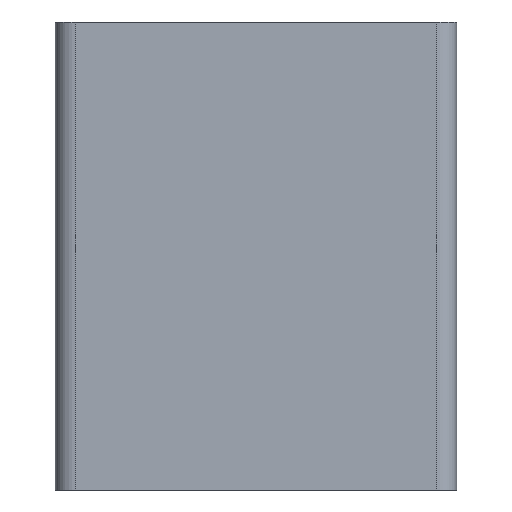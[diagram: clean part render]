
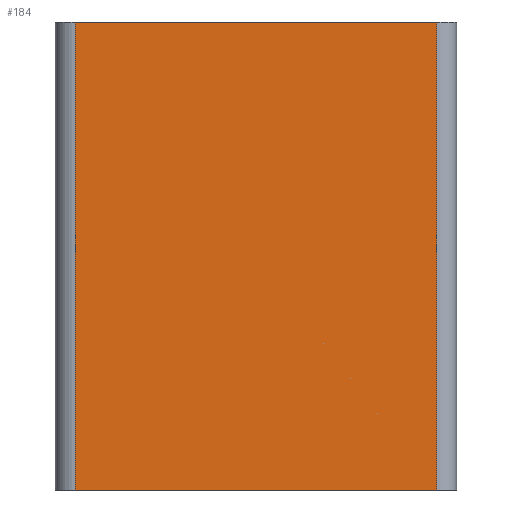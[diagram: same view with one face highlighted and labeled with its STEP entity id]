
A CAD part, front view. The second image highlights one B-rep face of the part: STEP entity #184.
In plain terms, the highlighted planar face has unit normal (0, -1, 0).
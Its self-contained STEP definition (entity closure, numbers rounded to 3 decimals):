
#17=PLANE('',#212);
#26=FACE_OUTER_BOUND('',#38,.T.);
#38=EDGE_LOOP('',(#135,#136,#137,#138));
#51=LINE('',#293,#67);
#53=LINE('',#299,#69);
#54=LINE('',#301,#70);
#55=LINE('',#302,#71);
#67=VECTOR('',#235,10.);
#69=VECTOR('',#241,10.);
#70=VECTOR('',#242,10.);
#71=VECTOR('',#243,10.);
#92=VERTEX_POINT('',#290);
#93=VERTEX_POINT('',#292);
#95=VERTEX_POINT('',#298);
#96=VERTEX_POINT('',#300);
#108=EDGE_CURVE('',#92,#93,#51,.T.);
#111=EDGE_CURVE('',#92,#95,#53,.T.);
#112=EDGE_CURVE('',#96,#95,#54,.T.);
#113=EDGE_CURVE('',#96,#93,#55,.T.);
#135=ORIENTED_EDGE('',*,*,#108,.F.);
#136=ORIENTED_EDGE('',*,*,#111,.T.);
#137=ORIENTED_EDGE('',*,*,#112,.F.);
#138=ORIENTED_EDGE('',*,*,#113,.T.);
#184=ADVANCED_FACE('',(#26),#17,.T.);
#212=AXIS2_PLACEMENT_3D('',#297,#239,#240);
#235=DIRECTION('',(0.,0.,1.));
#239=DIRECTION('center_axis',(0.,-1.,0.));
#240=DIRECTION('ref_axis',(0.,0.,-1.));
#241=DIRECTION('',(1.,0.,0.));
#242=DIRECTION('',(0.,0.,-1.));
#243=DIRECTION('',(-1.,0.,0.));
#290=CARTESIAN_POINT('',(-2.7,-2.95,23.));
#292=CARTESIAN_POINT('',(-2.7,-2.95,30.));
#293=CARTESIAN_POINT('',(-2.7,-2.95,28.25));
#297=CARTESIAN_POINT('Origin',(0.,-2.95,26.5));
#298=CARTESIAN_POINT('',(2.7,-2.95,23.));
#299=CARTESIAN_POINT('',(3.,-2.95,23.));
#300=CARTESIAN_POINT('',(2.7,-2.95,30.));
#301=CARTESIAN_POINT('',(2.7,-2.95,24.75));
#302=CARTESIAN_POINT('',(-3.,-2.95,30.));
